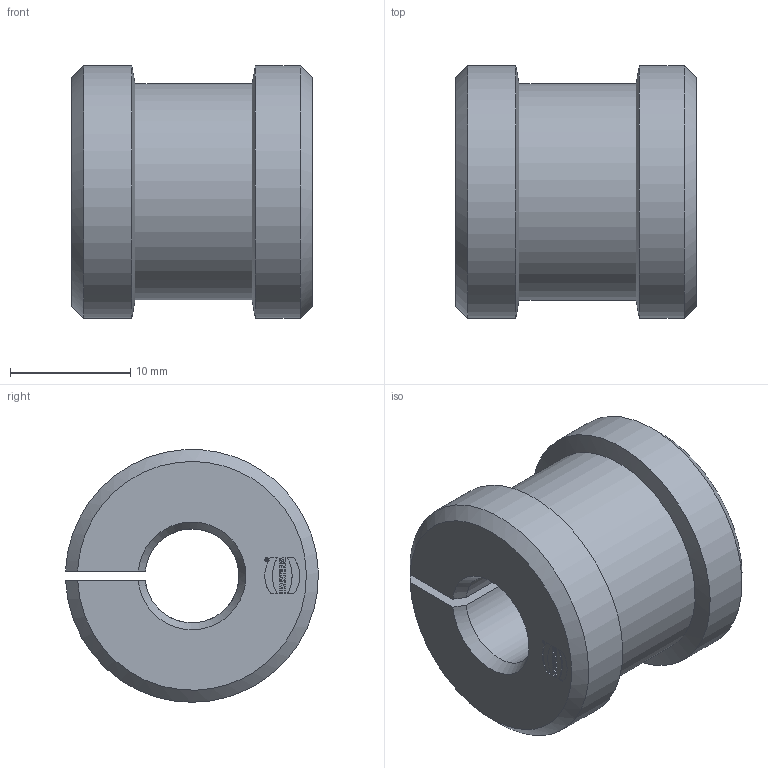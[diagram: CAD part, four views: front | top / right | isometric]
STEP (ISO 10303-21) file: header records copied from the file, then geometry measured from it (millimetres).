
FILE_DESCRIPTION(( 'HARTING HARTING HARTING HARTING HARTING HARTING HARTING HARTING HARTING', 'This Document is valid for Parts No. 09 00 000 5355'),'2;1');
FILE_NAME('MD_09000005355_RA.stp', '2009-02-13T08:56:45',('ITIS-4b'),('HARTING KGaA, D-32339 Espelkamp'), 'I-DEAS Master Series 10','HP-UNIX','Yes');
FILE_SCHEMA(('AUTOMOTIVE_DESIGN { 1 0 10303 214 1 1 1 1 }'));
Length unit declared in the file: millimetre
Products named in the file (1): MD 09 00 000 5355
Bounding box: 20 x 20.99 x 20.98 mm (x, y, z)
Volume: 4920 mm3; surface area: 2564.6 mm2
Topology: 1 solids, 1 shells, 117 faces, 298 edges, 198 vertices
Faces by surface type: bspline 117
Entity records: 3697 total; most frequent: CARTESIAN_POINT 1733, ORIENTED_EDGE 596, EDGE_CURVE 298, VERTEX_POINT 198, B_SPLINE_CURVE_WITH_KNOTS 152, EDGE_LOOP 132, QUASI_UNIFORM_CURVE 126, FACE_OUTER_BOUND 117
